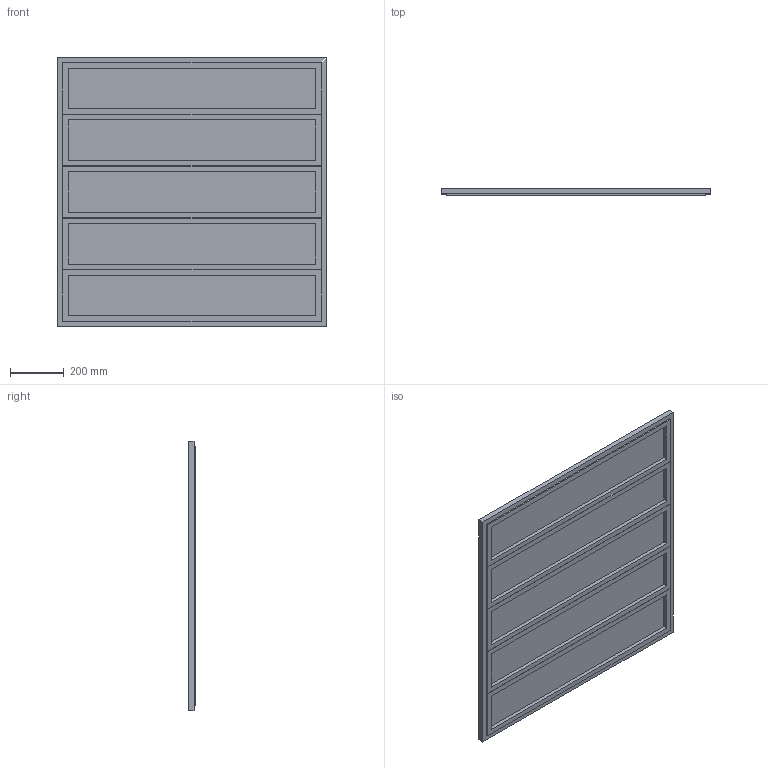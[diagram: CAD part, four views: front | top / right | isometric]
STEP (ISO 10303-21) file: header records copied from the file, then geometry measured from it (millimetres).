
FILE_DESCRIPTION(('FreeCAD Model'),'2;1');
FILE_NAME('Tilting window 5 modules.step', '2016-10-04T17:11:43',('Author'),(''), 'Open CASCADE STEP processor 6.8','FreeCAD','Unknown');
FILE_SCHEMA(('AUTOMOTIVE_DESIGN_CC2 { 1 2 10303 214 -1 1 5 4 }'));
Length unit declared in the file: millimetre
Products named in the file (2): ASSEMBLY; Tilting_window_5_modules
Assembly tree (1 placements, depth 2):
  ASSEMBLY
    Tilting_window_5_modules
Bounding box: 1000 x 25 x 1000 mm (x, y, z)
Volume: 8871680 mm3; surface area: 2797568 mm2
Topology: 11 solids, 11 shells, 106 faces, 252 edges, 168 vertices
Faces by surface type: plane 106
Entity records: 7065 total; most frequent: CARTESIAN_POINT 1032, DIRECTION 972, LINE 756, VECTOR 756, ORIENTED_EDGE 504, PCURVE 504, DEFINITIONAL_REPRESENTATION 504, EDGE_CURVE 252
